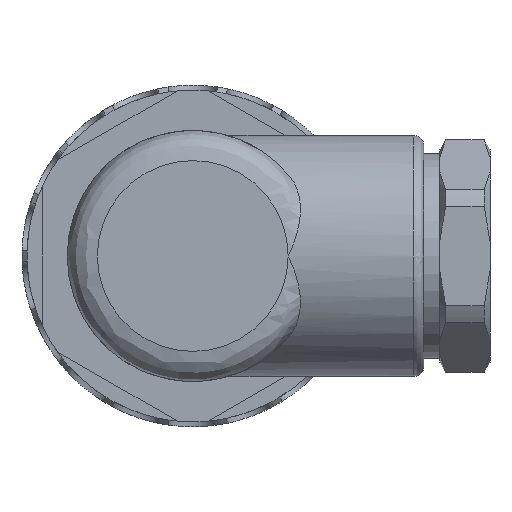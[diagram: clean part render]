
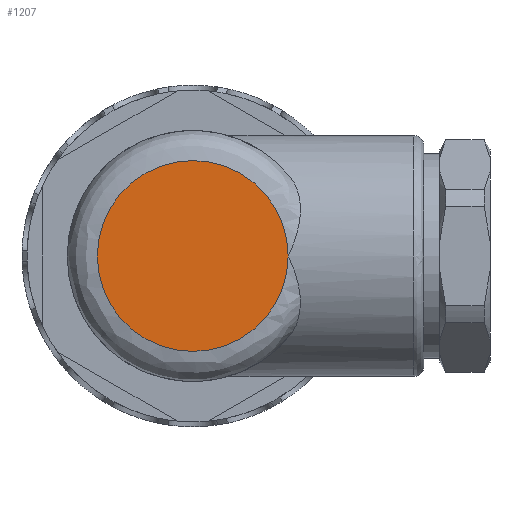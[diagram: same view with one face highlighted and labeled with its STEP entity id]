
A CAD part, front view. The second image highlights one B-rep face of the part: STEP entity #1207.
In plain terms, the highlighted planar face has unit normal (0, -1, 0).
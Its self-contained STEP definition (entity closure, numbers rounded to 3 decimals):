
#802=FACE_OUTER_BOUND('',#1948,.T.);
#1207=ADVANCED_FACE('',(#802),#1445,.T.);
#1445=PLANE('',#8044);
#1948=EDGE_LOOP('',(#4344,#4345));
#2294=CIRCLE('',#8042,9.5);
#2295=CIRCLE('',#8043,9.5);
#4344=ORIENTED_EDGE('',*,*,#6231,.T.);
#4345=ORIENTED_EDGE('',*,*,#6232,.T.);
#5165=VERTEX_POINT('',#13601);
#5169=VERTEX_POINT('',#13656);
#6231=EDGE_CURVE('',#5169,#5165,#2294,.T.);
#6232=EDGE_CURVE('',#5165,#5169,#2295,.T.);
#8042=AXIS2_PLACEMENT_3D('',#13655,#9967,#9968);
#8043=AXIS2_PLACEMENT_3D('',#13657,#9969,#9970);
#8044=AXIS2_PLACEMENT_3D('',#13693,#9971,#9972);
#9967=DIRECTION('',(0.,-1.,0.));
#9968=DIRECTION('',(-1.,0.,0.));
#9969=DIRECTION('',(0.,-1.,0.));
#9970=DIRECTION('',(1.,0.,0.));
#9971=DIRECTION('',(0.,-1.,0.));
#9972=DIRECTION('',(-1.,0.,0.));
#13601=CARTESIAN_POINT('',(-4.259,-74.013,3.803));
#13655=CARTESIAN_POINT('',(-13.759,-74.013,3.803));
#13656=CARTESIAN_POINT('',(-23.259,-74.013,3.803));
#13657=CARTESIAN_POINT('',(-13.759,-74.013,3.803));
#13693=CARTESIAN_POINT('',(-3.834,-74.013,17.553));
